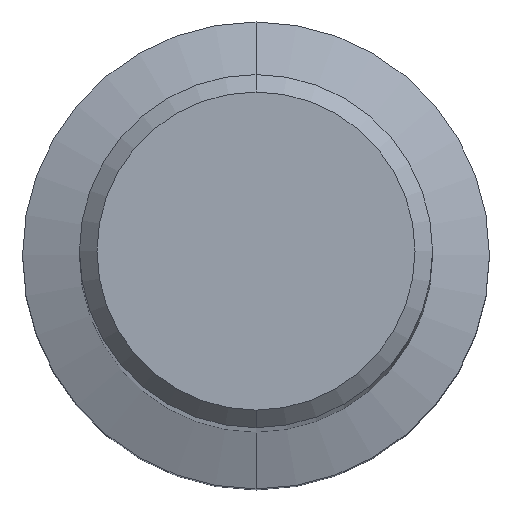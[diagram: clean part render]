
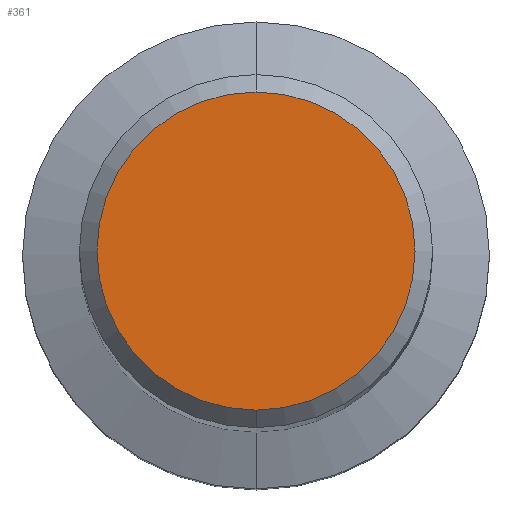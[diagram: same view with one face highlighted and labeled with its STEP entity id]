
A CAD part, top view. The second image highlights one B-rep face of the part: STEP entity #361.
In plain terms, the highlighted planar face has unit normal (0, 0, 1).
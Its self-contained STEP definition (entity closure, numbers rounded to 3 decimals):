
#211=EDGE_CURVE('',#469,#471,#567,.T.);
#213=EDGE_CURVE('',#471,#469,#569,.T.);
#361=ADVANCED_FACE('',(#732),#733,.T.);
#469=VERTEX_POINT('',#853);
#471=VERTEX_POINT('',#855);
#567=CIRCLE('',#985,5.45);
#569=CIRCLE('',#988,5.45);
#732=FACE_OUTER_BOUND('',#1299,.T.);
#733=PLANE('',#1300);
#853=CARTESIAN_POINT('',(0.0,5.45,0.0));
#855=CARTESIAN_POINT('',(0.,-5.45,0.0));
#985=AXIS2_PLACEMENT_3D('',#1706,#1707,#1708);
#988=AXIS2_PLACEMENT_3D('',#1709,#1710,#1711);
#1299=EDGE_LOOP('',(#1890,#1891));
#1300=AXIS2_PLACEMENT_3D('',#1892,#1893,#1894);
#1706=CARTESIAN_POINT('',(0.0,0.0,0.0));
#1707=DIRECTION('',(0.0,0.0,-1.0));
#1708=DIRECTION('',(0.0,1.0,0.0));
#1709=CARTESIAN_POINT('',(0.0,0.0,0.0));
#1710=DIRECTION('',(0.0,0.0,-1.0));
#1711=DIRECTION('',(0.0,1.0,0.0));
#1890=ORIENTED_EDGE('',*,*,#211,.F.);
#1891=ORIENTED_EDGE('',*,*,#213,.F.);
#1892=CARTESIAN_POINT('',(0.0,2.725,0.0));
#1893=DIRECTION('',(-0.0,0.0,1.0));
#1894=DIRECTION('',(0.0,-1.0,0.0));
